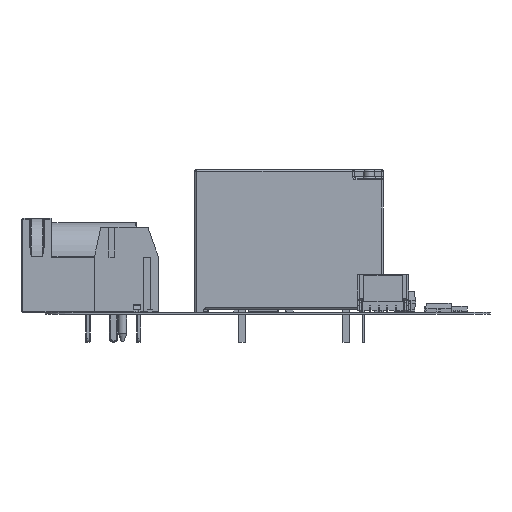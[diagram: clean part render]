
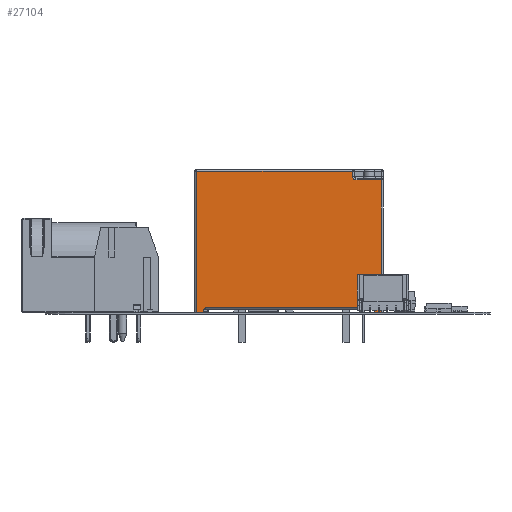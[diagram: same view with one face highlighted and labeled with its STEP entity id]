
A CAD part, left-side view. The second image highlights one B-rep face of the part: STEP entity #27104.
In plain terms, the highlighted face is planar.
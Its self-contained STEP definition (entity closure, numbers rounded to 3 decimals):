
#26967 = VERTEX_POINT('',#26968);
#26968 = CARTESIAN_POINT('',(10.,8.,-0.146));
#26977 = EDGE_CURVE('',#26978,#26967,#26980,.T.);
#26978 = VERTEX_POINT('',#26979);
#26979 = CARTESIAN_POINT('',(9.8,8.,0.2));
#26980 = B_SPLINE_CURVE_WITH_KNOTS('',3,(#26981,#26982,#26983,#26984,
    #26985,#26986),.UNSPECIFIED.,.F.,.F.,(4,2,4),(-0.14,
    -0.116,-0.101),.UNSPECIFIED.);
#26981 = CARTESIAN_POINT('',(9.8,8.,0.2));
#26982 = CARTESIAN_POINT('',(9.855,8.,0.145));
#26983 = CARTESIAN_POINT('',(9.921,8.,0.077));
#26984 = CARTESIAN_POINT('',(9.982,8.,-0.037));
#26985 = CARTESIAN_POINT('',(10.,8.,-0.095));
#26986 = CARTESIAN_POINT('',(10.,8.,-0.146));
#27046 = EDGE_CURVE('',#26967,#27047,#27049,.T.);
#27047 = VERTEX_POINT('',#27048);
#27048 = CARTESIAN_POINT('',(10.,8.,-0.4));
#27049 = LINE('',#27050,#27051);
#27050 = CARTESIAN_POINT('',(10.,8.,0.));
#27051 = VECTOR('',#27052,1.);
#27052 = DIRECTION('',(0.,0.,-1.));
#27086 = VERTEX_POINT('',#27087);
#27087 = CARTESIAN_POINT('',(-10.,8.,0.2));
#27094 = EDGE_CURVE('',#27086,#26978,#27095,.T.);
#27095 = LINE('',#27096,#27097);
#27096 = CARTESIAN_POINT('',(5.5,8.,0.2));
#27097 = VECTOR('',#27098,1.);
#27098 = DIRECTION('',(1.,0.,0.));
#27104 = ADVANCED_FACE('',(#27105),#27181,.T.);
#27105 = FACE_BOUND('',#27106,.T.);
#27106 = EDGE_LOOP('',(#27107,#27108,#27109,#27117,#27125,#27133,#27141,
    #27150,#27158,#27166,#27174,#27180));
#27107 = ORIENTED_EDGE('',*,*,#26977,.F.);
#27108 = ORIENTED_EDGE('',*,*,#27094,.F.);
#27109 = ORIENTED_EDGE('',*,*,#27110,.T.);
#27110 = EDGE_CURVE('',#27086,#27111,#27113,.T.);
#27111 = VERTEX_POINT('',#27112);
#27112 = CARTESIAN_POINT('',(-10.,8.,-0.4));
#27113 = LINE('',#27114,#27115);
#27114 = CARTESIAN_POINT('',(-10.,8.,0.));
#27115 = VECTOR('',#27116,1.);
#27116 = DIRECTION('',(0.,0.,-1.));
#27117 = ORIENTED_EDGE('',*,*,#27118,.F.);
#27118 = EDGE_CURVE('',#27119,#27111,#27121,.T.);
#27119 = VERTEX_POINT('',#27120);
#27120 = CARTESIAN_POINT('',(-10.8,8.,-0.4));
#27121 = LINE('',#27122,#27123);
#27122 = CARTESIAN_POINT('',(-11.,8.,-0.4));
#27123 = VECTOR('',#27124,1.);
#27124 = DIRECTION('',(1.,0.,0.));
#27125 = ORIENTED_EDGE('',*,*,#27126,.F.);
#27126 = EDGE_CURVE('',#27127,#27119,#27129,.T.);
#27127 = VERTEX_POINT('',#27128);
#27128 = CARTESIAN_POINT('',(-10.8,8.,15.1));
#27129 = LINE('',#27130,#27131);
#27130 = CARTESIAN_POINT('',(-10.8,8.,0.));
#27131 = VECTOR('',#27132,1.);
#27132 = DIRECTION('',(0.,0.,-1.));
#27133 = ORIENTED_EDGE('',*,*,#27134,.F.);
#27134 = EDGE_CURVE('',#27135,#27127,#27137,.T.);
#27135 = VERTEX_POINT('',#27136);
#27136 = CARTESIAN_POINT('',(-7.835,8.,15.1));
#27137 = LINE('',#27138,#27139);
#27138 = CARTESIAN_POINT('',(0.841,8.,15.1));
#27139 = VECTOR('',#27140,1.);
#27140 = DIRECTION('',(-1.,0.,0.));
#27141 = ORIENTED_EDGE('',*,*,#27142,.F.);
#27142 = EDGE_CURVE('',#27143,#27135,#27145,.T.);
#27143 = VERTEX_POINT('',#27144);
#27144 = CARTESIAN_POINT('',(-7.435,8.,15.5));
#27145 = CIRCLE('',#27146,0.4);
#27146 = AXIS2_PLACEMENT_3D('',#27147,#27148,#27149);
#27147 = CARTESIAN_POINT('',(-7.835,8.,15.5));
#27148 = DIRECTION('',(0.,1.,0.));
#27149 = DIRECTION('',(0.707,0.,-0.707));
#27150 = ORIENTED_EDGE('',*,*,#27151,.F.);
#27151 = EDGE_CURVE('',#27152,#27143,#27154,.T.);
#27152 = VERTEX_POINT('',#27153);
#27153 = CARTESIAN_POINT('',(-7.435,8.,16.1));
#27154 = LINE('',#27155,#27156);
#27155 = CARTESIAN_POINT('',(-7.435,8.,8.15));
#27156 = VECTOR('',#27157,1.);
#27157 = DIRECTION('',(0.,0.,-1.));
#27158 = ORIENTED_EDGE('',*,*,#27159,.F.);
#27159 = EDGE_CURVE('',#27160,#27152,#27162,.T.);
#27160 = VERTEX_POINT('',#27161);
#27161 = CARTESIAN_POINT('',(10.8,8.,16.1));
#27162 = LINE('',#27163,#27164);
#27163 = CARTESIAN_POINT('',(5.5,8.,16.1));
#27164 = VECTOR('',#27165,1.);
#27165 = DIRECTION('',(-1.,0.,0.));
#27166 = ORIENTED_EDGE('',*,*,#27167,.F.);
#27167 = EDGE_CURVE('',#27168,#27160,#27170,.T.);
#27168 = VERTEX_POINT('',#27169);
#27169 = CARTESIAN_POINT('',(10.8,8.,-0.4));
#27170 = LINE('',#27171,#27172);
#27171 = CARTESIAN_POINT('',(10.8,8.,0.));
#27172 = VECTOR('',#27173,1.);
#27173 = DIRECTION('',(0.,0.,1.));
#27174 = ORIENTED_EDGE('',*,*,#27175,.F.);
#27175 = EDGE_CURVE('',#27047,#27168,#27176,.T.);
#27176 = LINE('',#27177,#27178);
#27177 = CARTESIAN_POINT('',(11.,8.,-0.4));
#27178 = VECTOR('',#27179,1.);
#27179 = DIRECTION('',(1.,0.,0.));
#27180 = ORIENTED_EDGE('',*,*,#27046,.F.);
#27181 = PLANE('',#27182);
#27182 = AXIS2_PLACEMENT_3D('',#27183,#27184,#27185);
#27183 = CARTESIAN_POINT('',(11.,8.,0.));
#27184 = DIRECTION('',(0.,1.,0.));
#27185 = DIRECTION('',(-1.,0.,0.));
